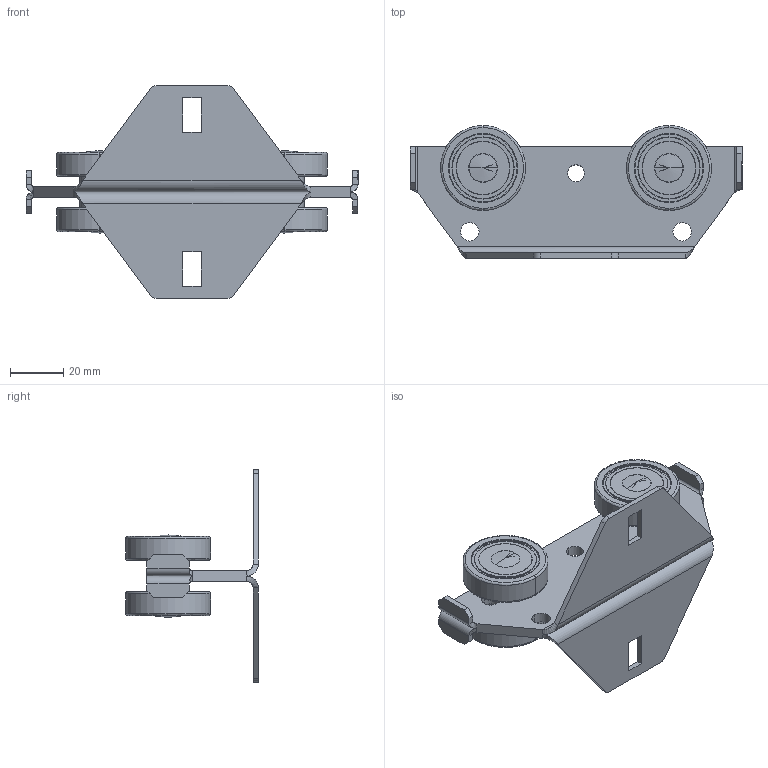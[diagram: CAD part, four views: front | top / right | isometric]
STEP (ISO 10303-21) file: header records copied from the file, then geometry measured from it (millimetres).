
FILE_DESCRIPTION (( 'STEP AP214' ), '1' );
FILE_NAME ('0020753.step', '2022-09-01T12:17:47', ( '' ), ( '' ), 'SwSTEP 2.0', 'SolidWorks 2020', '' );
FILE_SCHEMA (( 'AUTOMOTIVE_DESIGN' ));
Length unit declared in the file: millimetre
Products named in the file (1): 0020753
Bounding box: 125 x 49.99 x 79.97 mm (x, y, z)
Volume: 57185.1 mm3; surface area: 34938 mm2
Topology: 1 solids, 3 shells, 369 faces, 801 edges, 510 vertices
Faces by surface type: cylinder 174, plane 127, bspline 44, cone 24
Entity records: 15030 total; most frequent: CARTESIAN_POINT 4358, DIRECTION 1797, ORIENTED_EDGE 1586, EDGE_CURVE 793, AXIS2_PLACEMENT_3D 734, VERTEX_POINT 510, EDGE_LOOP 467, CIRCLE 408
